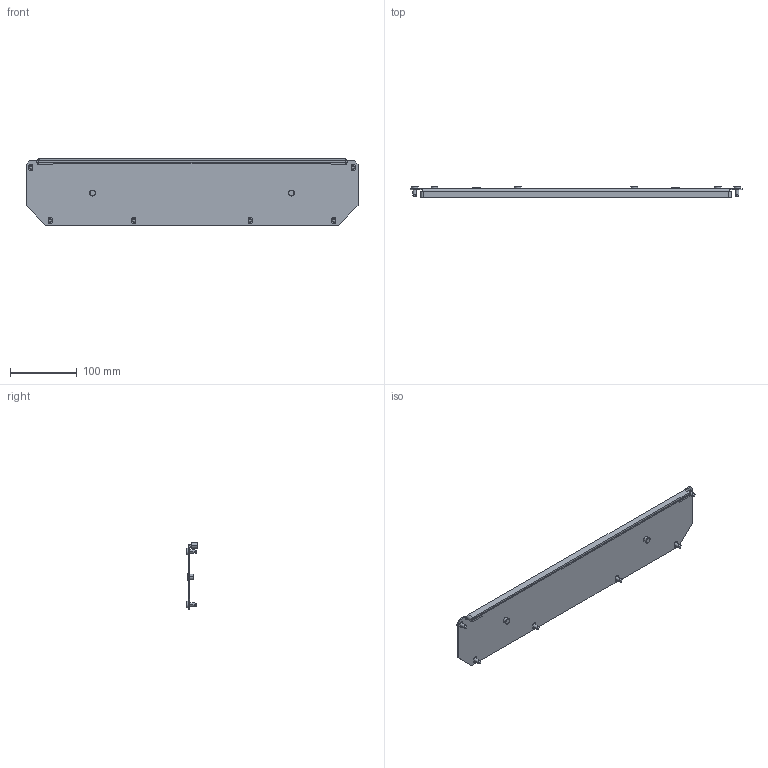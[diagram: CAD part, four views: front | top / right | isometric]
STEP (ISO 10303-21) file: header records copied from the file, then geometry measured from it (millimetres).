
FILE_DESCRIPTION (( 'STEP AP203' ), '1' );
FILE_NAME ('UR29002106000 Ïàíåëü îñíîâàíèÿ ãëóõàÿ êîíöåâàÿ 100 ìì RS52 00.60 (000.801.604-02).STEP', '2022-04-14T09:09:55', ( '' ), ( '' ), 'SwSTEP 2.0', 'SolidWorks 2017', '' );
FILE_SCHEMA (( 'CONFIG_CONTROL_DESIGN' ));
Length unit declared in the file: millimetre
Products named in the file (6): Óïëîòíèòåëü 3õ10 ïàíåëåé îñíîâàíèÿ LC3 00.80_04 (00.60); UR29002106000 Ïàíåëü îñíîâàíèÿ ãëóõàÿ êîíöåâàÿ 100 ìì RS52 00.60 (000.801.604-02); 000.130.352 Ïàíåëü îñíîâàíèÿ_04 (00.60); Âèíò DIN 7500 C TORX_Œ5å12; 003-413 Ïàíåëü îñíîâàíèÿ_04 (00.60); ч蜱齁罻 ST-9
Assembly tree (11 placements, depth 3):
  UR29002106000 Ïàíåëü îñíîâàíèÿ ãëóõàÿ êîíöåâàÿ 100 ìì RS52 00.60 (000.801.604-02)
    000.130.352 Ïàíåëü îñíîâàíèÿ_04 (00.60)
      003-413 Ïàíåëü îñíîâàíèÿ_04 (00.60)
      Óïëîòíèòåëü 3õ10 ïàíåëåé îñíîâàíèÿ LC3 00.80_04 (00.60)
      ч蜱齁罻 ST-9  x2
    Âèíò DIN 7500 C TORX_Œ5å12  x6
Bounding box: 498 x 17.84 x 99.5 mm (x, y, z)
Volume: 121690.2 mm3; surface area: 123477.6 mm2
Topology: 10 solids, 10 shells, 368 faces, 958 edges, 620 vertices
Faces by surface type: plane 166, cylinder 146, cone 28, torus 16, sphere 12
Entity records: 5206 total; most frequent: CARTESIAN_POINT 868, DIRECTION 783, ORIENTED_EDGE 720, EDGE_CURVE 360, AXIS2_PLACEMENT_3D 289, VERTEX_POINT 228, VECTOR 205, LINE 205
